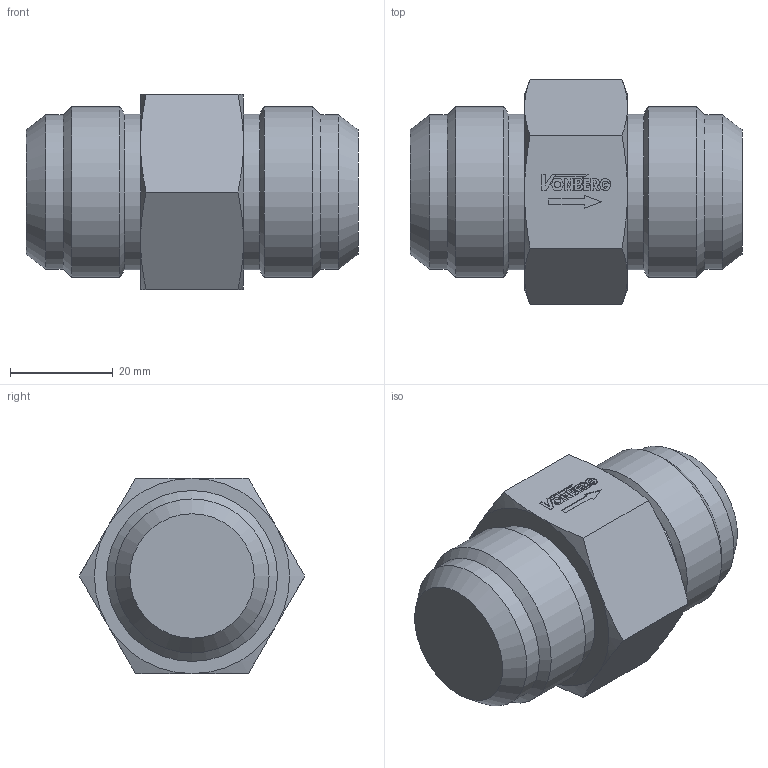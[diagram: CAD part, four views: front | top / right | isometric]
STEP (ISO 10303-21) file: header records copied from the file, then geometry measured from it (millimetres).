
FILE_DESCRIPTION((''),'2;1');
FILE_NAME('1916.stp','2014-12-30T16:11:17',('jml'),(''),'Autodesk Inventor 2010','Autodesk Inventor 2010','');
FILE_SCHEMA(('AUTOMOTIVE_DESIGN { 1 0 10303 214 1 1 1 1 }'));
Length unit declared in the file: inch
Products named in the file (1): 1916
Bounding box: 64.77 x 43.99 x 38.1 mm (x, y, z)
Volume: 59481.9 mm3; surface area: 9418.9 mm2
Topology: 1 solids, 1 shells, 132 faces, 323 edges, 208 vertices
Faces by surface type: plane 93, cylinder 21, cone 18
Full cylindrical faces by diameter (mm): 1.253 x1, 30.048 x2, 30.404 x2, 33.325 x2
Entity records: 3789 total; most frequent: CARTESIAN_POINT 699, ORIENTED_EDGE 620, DIRECTION 608, EDGE_CURVE 310, VECTOR 230, LINE 230, VERTEX_POINT 208, AXIS2_PLACEMENT_3D 189
